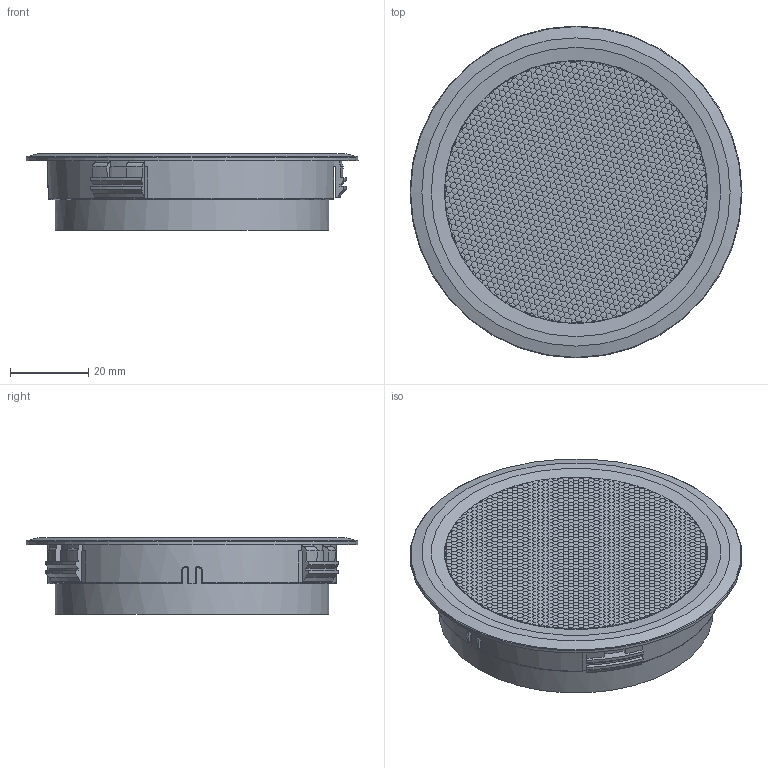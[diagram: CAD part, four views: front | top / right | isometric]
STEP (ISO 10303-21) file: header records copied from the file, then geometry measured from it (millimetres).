
FILE_DESCRIPTION(/* description */ (''),/* implementation_level */ '2;1');
FILE_NAME(/* name */ 'Nova Plus 78 Emotion_step.stp',/* time_stamp */ '2019-06-03T12:01:27+02:00',/* author */ (''),/* organization */ (''),/* preprocessor_version */ 'ST-DEVELOPER v16.7',/* originating_system */ 'SIEMENS PLM Software NX 12.0',/* authorisation */ '');
FILE_SCHEMA (('AUTOMOTIVE_DESIGN { 1 0 10303 214 3 1 1 1 }'));
Length unit declared in the file: millimetre
Products named in the file (1): p.sc2314416Cid6s
Bounding box: 85 x 85 x 19.52 mm (x, y, z)
Volume: 81103.7 mm3; surface area: 17986.6 mm2
Topology: 1 solids, 1 shells, 2060 faces, 6192 edges, 4127 vertices
Faces by surface type: sphere 1902, plane 44, cylinder 33, cone 31, torus 27, bspline 23
Full cylindrical faces by diameter (mm): 67 x1, 70 x1
Entity records: 75500 total; most frequent: DIRECTION 15436, CARTESIAN_POINT 15139, ORIENTED_EDGE 12354, AXIS2_PLACEMENT_3D 7629, EDGE_CURVE 6177, CIRCLE 5591, VERTEX_POINT 4123, EDGE_LOOP 2070
